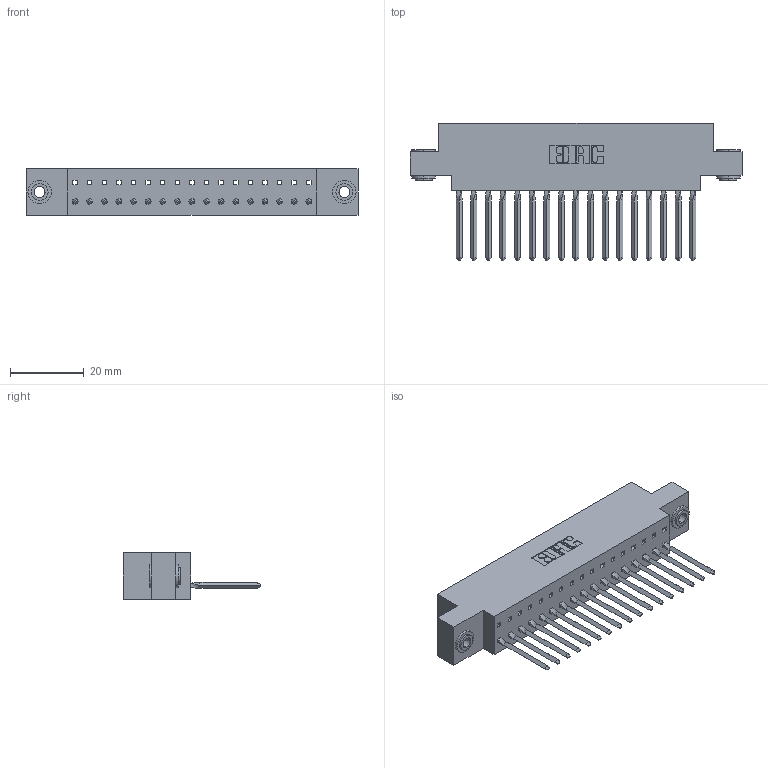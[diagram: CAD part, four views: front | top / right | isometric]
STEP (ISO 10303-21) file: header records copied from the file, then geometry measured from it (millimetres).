
FILE_DESCRIPTION (( 'STEP AP203' ), '1' );
FILE_NAME ('317-017-542-603.STEP', '2020-02-27T15:37:05', ( '' ), ( '' ), 'SwSTEP 2.0', 'SolidWorks 2016', '' );
FILE_SCHEMA (( 'CONFIG_CONTROL_DESIGN' ));
Length unit declared in the file: inch
Products named in the file (4): 345-250-002_345-250-002-102; 317-290-003_542; 317 Part_.156 Dia - TH; 317-017-542-603
Assembly tree (20 placements, depth 2):
  317-017-542-603
    317 Part_.156 Dia - TH
    317-290-003_542  x17
    345-250-002_345-250-002-102  x2
Bounding box: 90.07 x 37.34 x 12.7 mm (x, y, z)
Volume: 13267.8 mm3; surface area: 15846.3 mm2
Topology: 20 solids, 20 shells, 1415 faces, 4040 edges, 2610 vertices
Faces by surface type: plane 1156, cylinder 183, bspline 68, cone 8
Entity records: 27184 total; most frequent: CARTESIAN_POINT 5035, ORIENTED_EDGE 4708, DIRECTION 4010, EDGE_CURVE 2354, LINE 2160, VECTOR 2160, VERTEX_POINT 1562, AXIS2_PLACEMENT_3D 925
